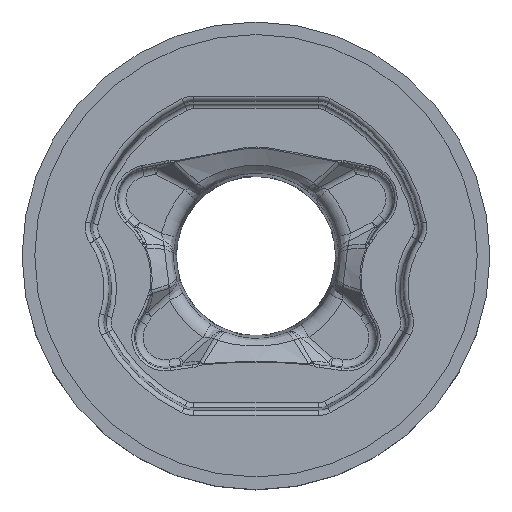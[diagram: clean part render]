
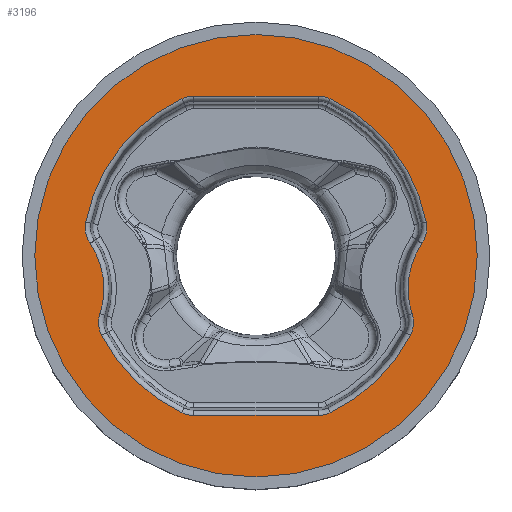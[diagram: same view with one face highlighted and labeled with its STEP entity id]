
A CAD part, top view. The second image highlights one B-rep face of the part: STEP entity #3196.
In plain terms, the highlighted planar face has unit normal (0, 0, 1).
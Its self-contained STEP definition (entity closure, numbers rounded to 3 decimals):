
#406=LINE('',#5995,#468);
#407=LINE('',#6011,#469);
#468=VECTOR('',#4098,1.);
#469=VECTOR('',#4113,1.);
#541=FACE_BOUND('',#807,.T.);
#562=FACE_OUTER_BOUND('',#806,.T.);
#806=EDGE_LOOP('',(#2268));
#807=EDGE_LOOP('',(#2269,#2270,#2271,#2272,#2273,#2274,#2275,#2276,#2277,
#2278,#2279,#2280,#2281,#2282,#2283,#2284));
#1087=CIRCLE('',#3522,87.5);
#1089=CIRCLE('',#3525,68.645);
#1090=CIRCLE('',#3526,11.145);
#1091=CIRCLE('',#3527,11.145);
#1092=CIRCLE('',#3528,68.645);
#1093=CIRCLE('',#3529,11.145);
#1094=CIRCLE('',#3530,31.855);
#1095=CIRCLE('',#3531,11.145);
#1096=CIRCLE('',#3532,68.645);
#1097=CIRCLE('',#3533,11.145);
#1098=CIRCLE('',#3534,11.145);
#1099=CIRCLE('',#3535,68.645);
#1100=CIRCLE('',#3536,11.145);
#1101=CIRCLE('',#3537,31.855);
#1102=CIRCLE('',#3538,11.145);
#1446=VERTEX_POINT('',#5984);
#1448=VERTEX_POINT('',#5989);
#1449=VERTEX_POINT('',#5990);
#1450=VERTEX_POINT('',#5992);
#1451=VERTEX_POINT('',#5994);
#1452=VERTEX_POINT('',#5996);
#1453=VERTEX_POINT('',#5998);
#1454=VERTEX_POINT('',#6000);
#1455=VERTEX_POINT('',#6002);
#1456=VERTEX_POINT('',#6004);
#1457=VERTEX_POINT('',#6006);
#1458=VERTEX_POINT('',#6008);
#1459=VERTEX_POINT('',#6010);
#1460=VERTEX_POINT('',#6012);
#1461=VERTEX_POINT('',#6014);
#1462=VERTEX_POINT('',#6016);
#1463=VERTEX_POINT('',#6018);
#1741=EDGE_CURVE('',#1446,#1446,#1087,.T.);
#1743=EDGE_CURVE('',#1448,#1449,#1089,.T.);
#1744=EDGE_CURVE('',#1449,#1450,#1090,.T.);
#1745=EDGE_CURVE('',#1450,#1451,#406,.T.);
#1746=EDGE_CURVE('',#1451,#1452,#1091,.T.);
#1747=EDGE_CURVE('',#1452,#1453,#1092,.T.);
#1748=EDGE_CURVE('',#1453,#1454,#1093,.T.);
#1749=EDGE_CURVE('',#1454,#1455,#1094,.T.);
#1750=EDGE_CURVE('',#1455,#1456,#1095,.T.);
#1751=EDGE_CURVE('',#1456,#1457,#1096,.T.);
#1752=EDGE_CURVE('',#1457,#1458,#1097,.T.);
#1753=EDGE_CURVE('',#1458,#1459,#407,.T.);
#1754=EDGE_CURVE('',#1459,#1460,#1098,.T.);
#1755=EDGE_CURVE('',#1460,#1461,#1099,.T.);
#1756=EDGE_CURVE('',#1461,#1462,#1100,.T.);
#1757=EDGE_CURVE('',#1462,#1463,#1101,.T.);
#1758=EDGE_CURVE('',#1463,#1448,#1102,.T.);
#2268=ORIENTED_EDGE('',*,*,#1741,.T.);
#2269=ORIENTED_EDGE('',*,*,#1743,.T.);
#2270=ORIENTED_EDGE('',*,*,#1744,.T.);
#2271=ORIENTED_EDGE('',*,*,#1745,.T.);
#2272=ORIENTED_EDGE('',*,*,#1746,.T.);
#2273=ORIENTED_EDGE('',*,*,#1747,.T.);
#2274=ORIENTED_EDGE('',*,*,#1748,.T.);
#2275=ORIENTED_EDGE('',*,*,#1749,.T.);
#2276=ORIENTED_EDGE('',*,*,#1750,.T.);
#2277=ORIENTED_EDGE('',*,*,#1751,.T.);
#2278=ORIENTED_EDGE('',*,*,#1752,.T.);
#2279=ORIENTED_EDGE('',*,*,#1753,.T.);
#2280=ORIENTED_EDGE('',*,*,#1754,.T.);
#2281=ORIENTED_EDGE('',*,*,#1755,.T.);
#2282=ORIENTED_EDGE('',*,*,#1756,.T.);
#2283=ORIENTED_EDGE('',*,*,#1757,.T.);
#2284=ORIENTED_EDGE('',*,*,#1758,.T.);
#3165=PLANE('',#3524);
#3196=ADVANCED_FACE('',(#562,#541),#3165,.T.);
#3522=AXIS2_PLACEMENT_3D('',#5985,#4088,#4089);
#3524=AXIS2_PLACEMENT_3D('',#5988,#4092,#4093);
#3525=AXIS2_PLACEMENT_3D('',#5991,#4094,#4095);
#3526=AXIS2_PLACEMENT_3D('',#5993,#4096,#4097);
#3527=AXIS2_PLACEMENT_3D('',#5997,#4099,#4100);
#3528=AXIS2_PLACEMENT_3D('',#5999,#4101,#4102);
#3529=AXIS2_PLACEMENT_3D('',#6001,#4103,#4104);
#3530=AXIS2_PLACEMENT_3D('',#6003,#4105,#4106);
#3531=AXIS2_PLACEMENT_3D('',#6005,#4107,#4108);
#3532=AXIS2_PLACEMENT_3D('',#6007,#4109,#4110);
#3533=AXIS2_PLACEMENT_3D('',#6009,#4111,#4112);
#3534=AXIS2_PLACEMENT_3D('',#6013,#4114,#4115);
#3535=AXIS2_PLACEMENT_3D('',#6015,#4116,#4117);
#3536=AXIS2_PLACEMENT_3D('',#6017,#4118,#4119);
#3537=AXIS2_PLACEMENT_3D('',#6019,#4120,#4121);
#3538=AXIS2_PLACEMENT_3D('',#6020,#4122,#4123);
#4088=DIRECTION('center_axis',(0.,0.,1.));
#4089=DIRECTION('ref_axis',(1.,0.,0.));
#4092=DIRECTION('center_axis',(0.,0.,1.));
#4093=DIRECTION('ref_axis',(1.,0.,0.));
#4094=DIRECTION('center_axis',(0.,0.,-1.));
#4095=DIRECTION('ref_axis',(1.,0.,0.));
#4096=DIRECTION('center_axis',(0.,0.,-1.));
#4097=DIRECTION('ref_axis',(1.,0.,0.));
#4098=DIRECTION('',(1.,0.,0.));
#4099=DIRECTION('center_axis',(0.,0.,-1.));
#4100=DIRECTION('ref_axis',(1.,0.,0.));
#4101=DIRECTION('center_axis',(0.,0.,-1.));
#4102=DIRECTION('ref_axis',(1.,0.,0.));
#4103=DIRECTION('center_axis',(0.,0.,-1.));
#4104=DIRECTION('ref_axis',(1.,0.,0.));
#4105=DIRECTION('center_axis',(0.,0.,1.));
#4106=DIRECTION('ref_axis',(1.,0.,0.));
#4107=DIRECTION('center_axis',(0.,0.,-1.));
#4108=DIRECTION('ref_axis',(1.,0.,0.));
#4109=DIRECTION('center_axis',(0.,0.,-1.));
#4110=DIRECTION('ref_axis',(1.,0.,0.));
#4111=DIRECTION('center_axis',(0.,0.,-1.));
#4112=DIRECTION('ref_axis',(1.,0.,0.));
#4113=DIRECTION('',(-1.,0.,0.));
#4114=DIRECTION('center_axis',(0.,0.,-1.));
#4115=DIRECTION('ref_axis',(1.,0.,0.));
#4116=DIRECTION('center_axis',(0.,0.,-1.));
#4117=DIRECTION('ref_axis',(1.,0.,0.));
#4118=DIRECTION('center_axis',(0.,0.,-1.));
#4119=DIRECTION('ref_axis',(1.,0.,0.));
#4120=DIRECTION('center_axis',(0.,0.,1.));
#4121=DIRECTION('ref_axis',(1.,0.,0.));
#4122=DIRECTION('center_axis',(0.,0.,-1.));
#4123=DIRECTION('ref_axis',(1.,0.,0.));
#5984=CARTESIAN_POINT('',(87.5,0.,0.));
#5985=CARTESIAN_POINT('Origin',(0.,0.,0.));
#5988=CARTESIAN_POINT('Origin',(0.,0.,0.));
#5989=CARTESIAN_POINT('',(-67.346,13.293,0.));
#5990=CARTESIAN_POINT('',(-29.297,62.079,0.));
#5991=CARTESIAN_POINT('Origin',(0.,0.,0.));
#5992=CARTESIAN_POINT('',(-24.541,63.145,0.));
#5993=CARTESIAN_POINT('Origin',(-24.541,52.,0.));
#5994=CARTESIAN_POINT('',(24.541,63.145,0.));
#5995=CARTESIAN_POINT('',(24.541,63.145,0.));
#5996=CARTESIAN_POINT('',(29.297,62.079,0.));
#5997=CARTESIAN_POINT('Origin',(24.541,52.,0.));
#5998=CARTESIAN_POINT('',(67.346,13.293,0.));
#5999=CARTESIAN_POINT('Origin',(0.,0.,0.));
#6000=CARTESIAN_POINT('',(65.636,4.879,0.));
#6001=CARTESIAN_POINT('Origin',(56.412,11.134,0.));
#6002=CARTESIAN_POINT('',(61.714,-22.874,0.));
#6003=CARTESIAN_POINT('Origin',(92.,-13.,0.));
#6004=CARTESIAN_POINT('',(61.026,-31.432,0.));
#6005=CARTESIAN_POINT('Origin',(51.118,-26.329,0.));
#6006=CARTESIAN_POINT('',(29.297,-62.079,0.));
#6007=CARTESIAN_POINT('Origin',(0.,0.,0.));
#6008=CARTESIAN_POINT('',(24.541,-63.145,0.));
#6009=CARTESIAN_POINT('Origin',(24.541,-52.,0.));
#6010=CARTESIAN_POINT('',(-24.541,-63.145,0.));
#6011=CARTESIAN_POINT('',(-24.541,-63.145,0.));
#6012=CARTESIAN_POINT('',(-29.297,-62.079,0.));
#6013=CARTESIAN_POINT('Origin',(-24.541,-52.,0.));
#6014=CARTESIAN_POINT('',(-61.026,-31.432,0.));
#6015=CARTESIAN_POINT('Origin',(0.,0.,0.));
#6016=CARTESIAN_POINT('',(-61.714,-22.874,0.));
#6017=CARTESIAN_POINT('Origin',(-51.118,-26.329,0.));
#6018=CARTESIAN_POINT('',(-65.636,4.879,0.));
#6019=CARTESIAN_POINT('Origin',(-92.,-13.,0.));
#6020=CARTESIAN_POINT('Origin',(-56.412,11.134,0.));
